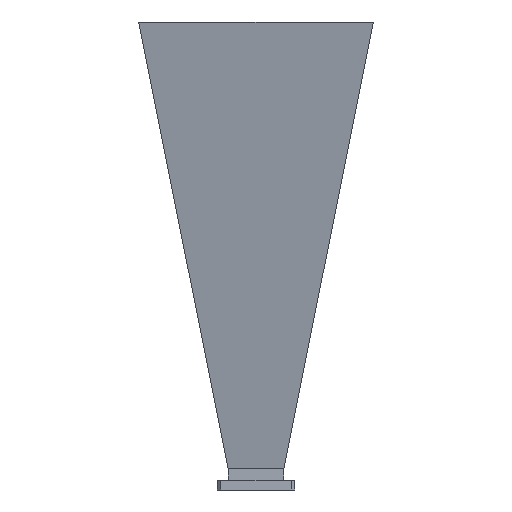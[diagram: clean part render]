
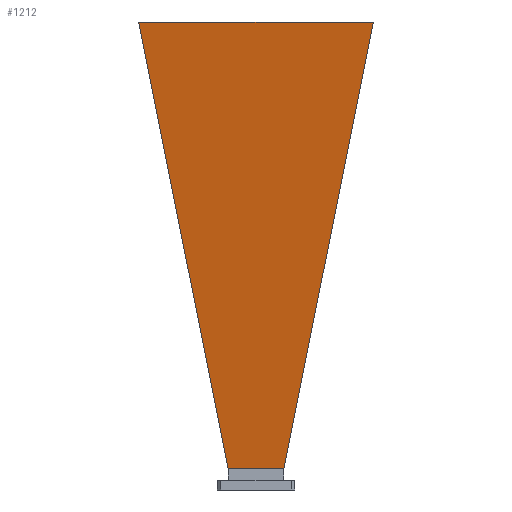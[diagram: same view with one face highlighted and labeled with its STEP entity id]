
A CAD part, left-side view. The second image highlights one B-rep face of the part: STEP entity #1212.
In plain terms, the highlighted planar face has unit normal (-0.987, 0, -0.162).
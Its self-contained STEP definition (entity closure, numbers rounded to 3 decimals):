
#85 = CARTESIAN_POINT ( 'NONE',  ( -31.965, 0., 187.734 ) ) ;
#141 = CARTESIAN_POINT ( 'NONE',  ( -9.312, -17.26, 49.755 ) ) ;
#155 = LINE ( 'NONE', #1246, #1134 ) ;
#167 = ORIENTED_EDGE ( 'NONE', *, *, #1224, .T. ) ;
#189 = VECTOR ( 'NONE', #1272, 1000. ) ;
#203 = ORIENTED_EDGE ( 'NONE', *, *, #1200, .T. ) ;
#222 = VERTEX_POINT ( 'NONE', #529 ) ;
#224 = VECTOR ( 'NONE', #644, 1000. ) ;
#229 = CARTESIAN_POINT ( 'NONE',  ( -54.737, 72.74, 326.44 ) ) ;
#244 = LINE ( 'NONE', #631, #224 ) ;
#259 = FACE_OUTER_BOUND ( 'NONE', #662, .T. ) ;
#264 = EDGE_CURVE ( 'NONE', #222, #305, #244, .T. ) ;
#280 = CARTESIAN_POINT ( 'NONE',  ( -9.312, 17.26, 49.755 ) ) ;
#305 = VERTEX_POINT ( 'NONE', #229 ) ;
#335 = VERTEX_POINT ( 'NONE', #141 ) ;
#529 = CARTESIAN_POINT ( 'NONE',  ( -54.737, -72.74, 326.44 ) ) ;
#631 = CARTESIAN_POINT ( 'NONE',  ( -54.737, 0., 326.44 ) ) ;
#644 = DIRECTION ( 'NONE',  ( 0., 1., 0. ) ) ;
#662 = EDGE_LOOP ( 'NONE', ( #203, #1287, #167, #1230 ) ) ;
#725 = DIRECTION ( 'NONE',  ( 0., -1., 0. ) ) ;
#729 = AXIS2_PLACEMENT_3D ( 'NONE', #85, #1173, #757 ) ;
#747 = DIRECTION ( 'NONE',  ( -0.159, -0.194, 0.968 ) ) ;
#757 = DIRECTION ( 'NONE',  ( -0.162, 0., 0.987 ) ) ;
#763 = EDGE_CURVE ( 'NONE', #1262, #335, #927, .T. ) ;
#894 = CARTESIAN_POINT ( 'NONE',  ( -54.737, 72.74, 326.44 ) ) ;
#927 = LINE ( 'NONE', #935, #1004 ) ;
#935 = CARTESIAN_POINT ( 'NONE',  ( -9.312, 0., 49.755 ) ) ;
#972 = PLANE ( 'NONE',  #729 ) ;
#1004 = VECTOR ( 'NONE', #725, 1000. ) ;
#1134 = VECTOR ( 'NONE', #747, 1000. ) ;
#1167 = LINE ( 'NONE', #894, #189 ) ;
#1173 = DIRECTION ( 'NONE',  ( -0.987, 0., -0.162 ) ) ;
#1200 = EDGE_CURVE ( 'NONE', #335, #222, #155, .T. ) ;
#1212 = ADVANCED_FACE ( 'NONE', ( #259 ), #972, .T. ) ;
#1224 = EDGE_CURVE ( 'NONE', #305, #1262, #1167, .T. ) ;
#1230 = ORIENTED_EDGE ( 'NONE', *, *, #763, .T. ) ;
#1246 = CARTESIAN_POINT ( 'NONE',  ( -9.312, -17.26, 49.755 ) ) ;
#1262 = VERTEX_POINT ( 'NONE', #280 ) ;
#1272 = DIRECTION ( 'NONE',  ( 0.159, -0.194, -0.968 ) ) ;
#1287 = ORIENTED_EDGE ( 'NONE', *, *, #264, .T. ) ;
